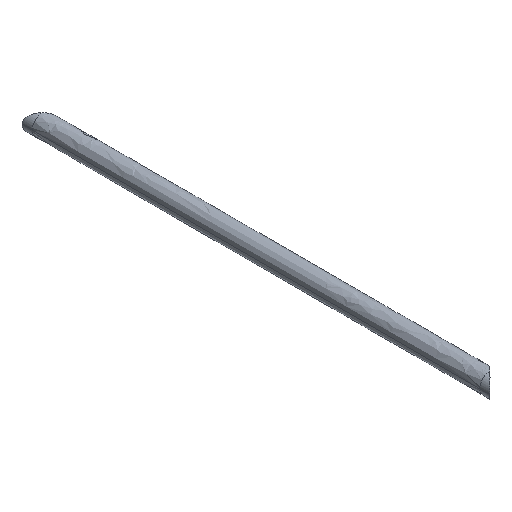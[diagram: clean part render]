
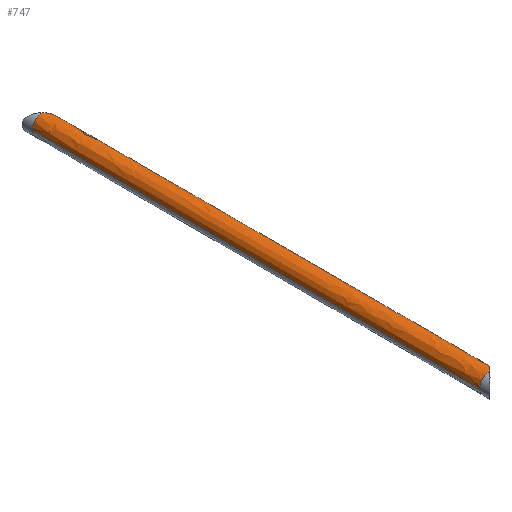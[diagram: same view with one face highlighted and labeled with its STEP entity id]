
A CAD part, isometric view. The second image highlights one B-rep face of the part: STEP entity #747.
In plain terms, the highlighted free-form (B-spline) face has degree [5, 4] with [6, 5] control points.
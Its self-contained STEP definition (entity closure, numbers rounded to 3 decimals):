
#57=CARTESIAN_POINT('Axis2P3D Location',(-2026.,-220.006,-16.125)) ;
#61=CARTESIAN_POINT('Vertex',(-2036.,-220.006,-16.125)) ;
#63=CARTESIAN_POINT('Vertex',(-2026.,-220.006,-6.125)) ;
#149=CARTESIAN_POINT('Vertex',(-2016.,-210.006,-16.125)) ;
#153=CARTESIAN_POINT('Control Point',(-2016.,-210.006,-16.125)) ;
#154=CARTESIAN_POINT('Control Point',(-2016.,-210.006,-15.576)) ;
#155=CARTESIAN_POINT('Control Point',(-2016.038,-210.044,-15.022)) ;
#156=CARTESIAN_POINT('Control Point',(-2016.114,-210.12,-14.472)) ;
#157=CARTESIAN_POINT('Control Point',(-2016.329,-210.335,-13.453)) ;
#158=CARTESIAN_POINT('Control Point',(-2016.666,-210.672,-12.489)) ;
#159=CARTESIAN_POINT('Control Point',(-2016.849,-210.855,-12.052)) ;
#160=CARTESIAN_POINT('Control Point',(-2017.28,-211.286,-11.171)) ;
#161=CARTESIAN_POINT('Control Point',(-2017.796,-211.802,-10.376)) ;
#162=CARTESIAN_POINT('Control Point',(-2018.086,-212.092,-9.983)) ;
#163=CARTESIAN_POINT('Control Point',(-2018.941,-212.948,-8.962)) ;
#164=CARTESIAN_POINT('Control Point',(-2019.907,-213.913,-8.134)) ;
#165=CARTESIAN_POINT('Control Point',(-2020.558,-214.564,-7.681)) ;
#166=CARTESIAN_POINT('Control Point',(-2022.001,-216.008,-6.869)) ;
#167=CARTESIAN_POINT('Control Point',(-2023.52,-217.526,-6.382)) ;
#168=CARTESIAN_POINT('Control Point',(-2024.343,-218.349,-6.211)) ;
#169=CARTESIAN_POINT('Control Point',(-2025.171,-219.177,-6.125)) ;
#170=CARTESIAN_POINT('Control Point',(-2026.,-220.006,-6.125)) ;
#442=CARTESIAN_POINT('Vertex',(-2016.,210.006,-16.125)) ;
#488=CARTESIAN_POINT('Vertex',(-2026.,220.006,-6.125)) ;
#492=CARTESIAN_POINT('Control Point',(-2016.,210.006,-16.125)) ;
#493=CARTESIAN_POINT('Control Point',(-2016.,210.006,-15.576)) ;
#494=CARTESIAN_POINT('Control Point',(-2016.038,210.044,-15.022)) ;
#495=CARTESIAN_POINT('Control Point',(-2016.114,210.12,-14.472)) ;
#496=CARTESIAN_POINT('Control Point',(-2016.329,210.335,-13.453)) ;
#497=CARTESIAN_POINT('Control Point',(-2016.666,210.672,-12.489)) ;
#498=CARTESIAN_POINT('Control Point',(-2016.849,210.855,-12.052)) ;
#499=CARTESIAN_POINT('Control Point',(-2017.28,211.286,-11.171)) ;
#500=CARTESIAN_POINT('Control Point',(-2017.796,211.802,-10.376)) ;
#501=CARTESIAN_POINT('Control Point',(-2018.086,212.092,-9.983)) ;
#502=CARTESIAN_POINT('Control Point',(-2018.941,212.948,-8.962)) ;
#503=CARTESIAN_POINT('Control Point',(-2019.907,213.913,-8.134)) ;
#504=CARTESIAN_POINT('Control Point',(-2020.558,214.564,-7.681)) ;
#505=CARTESIAN_POINT('Control Point',(-2022.001,216.008,-6.869)) ;
#506=CARTESIAN_POINT('Control Point',(-2023.52,217.526,-6.382)) ;
#507=CARTESIAN_POINT('Control Point',(-2024.343,218.349,-6.211)) ;
#508=CARTESIAN_POINT('Control Point',(-2025.171,219.177,-6.125)) ;
#509=CARTESIAN_POINT('Control Point',(-2026.,220.006,-6.125)) ;
#570=CARTESIAN_POINT('Vertex',(-2036.,220.006,-16.125)) ;
#573=CARTESIAN_POINT('Axis2P3D Location',(-2026.,220.006,-16.125)) ;
#684=CARTESIAN_POINT('Control Point',(-2016.,-210.006,-16.125)) ;
#685=CARTESIAN_POINT('Control Point',(-2016.,-126.003,-16.125)) ;
#686=CARTESIAN_POINT('Control Point',(-2016.,-41.999,-16.125)) ;
#687=CARTESIAN_POINT('Control Point',(-2016.,42.001,-16.125)) ;
#688=CARTESIAN_POINT('Control Point',(-2016.,126.004,-16.125)) ;
#689=CARTESIAN_POINT('Control Point',(-2016.,210.006,-16.125)) ;
#692=CARTESIAN_POINT('Control Point',(-2036.,-220.006,-16.125)) ;
#693=CARTESIAN_POINT('Control Point',(-2036.,-132.004,-16.125)) ;
#694=CARTESIAN_POINT('Control Point',(-2036.,-43.999,-16.125)) ;
#695=CARTESIAN_POINT('Control Point',(-2036.,44.001,-16.125)) ;
#696=CARTESIAN_POINT('Control Point',(-2036.,132.004,-16.125)) ;
#697=CARTESIAN_POINT('Control Point',(-2036.,220.006,-16.125)) ;
#709=CARTESIAN_POINT('Control Point',(-2036.,-220.006,-16.125)) ;
#710=CARTESIAN_POINT('Control Point',(-2036.,-220.006,-6.125)) ;
#711=CARTESIAN_POINT('Control Point',(-2026.,-220.006,-1.125)) ;
#712=CARTESIAN_POINT('Control Point',(-2016.,-220.006,-6.125)) ;
#713=CARTESIAN_POINT('Control Point',(-2016.,-220.006,-16.125)) ;
#714=CARTESIAN_POINT('Control Point',(-2036.,-132.004,-16.125)) ;
#715=CARTESIAN_POINT('Control Point',(-2036.,-132.004,-6.125)) ;
#716=CARTESIAN_POINT('Control Point',(-2026.,-132.004,-1.125)) ;
#717=CARTESIAN_POINT('Control Point',(-2016.,-132.004,-6.125)) ;
#718=CARTESIAN_POINT('Control Point',(-2016.,-132.004,-16.125)) ;
#719=CARTESIAN_POINT('Control Point',(-2036.,-43.999,-16.125)) ;
#720=CARTESIAN_POINT('Control Point',(-2036.,-43.999,-6.125)) ;
#721=CARTESIAN_POINT('Control Point',(-2026.,-43.999,-1.125)) ;
#722=CARTESIAN_POINT('Control Point',(-2016.,-43.999,-6.125)) ;
#723=CARTESIAN_POINT('Control Point',(-2016.,-43.999,-16.125)) ;
#724=CARTESIAN_POINT('Control Point',(-2036.,44.001,-16.125)) ;
#725=CARTESIAN_POINT('Control Point',(-2036.,44.001,-6.125)) ;
#726=CARTESIAN_POINT('Control Point',(-2026.,44.001,-1.125)) ;
#727=CARTESIAN_POINT('Control Point',(-2016.,44.001,-6.125)) ;
#728=CARTESIAN_POINT('Control Point',(-2016.,44.001,-16.125)) ;
#729=CARTESIAN_POINT('Control Point',(-2036.,132.004,-16.125)) ;
#730=CARTESIAN_POINT('Control Point',(-2036.,132.004,-6.125)) ;
#731=CARTESIAN_POINT('Control Point',(-2026.,132.004,-1.125)) ;
#732=CARTESIAN_POINT('Control Point',(-2016.,132.004,-6.125)) ;
#733=CARTESIAN_POINT('Control Point',(-2016.,132.004,-16.125)) ;
#734=CARTESIAN_POINT('Control Point',(-2036.,220.006,-16.125)) ;
#735=CARTESIAN_POINT('Control Point',(-2036.,220.006,-6.125)) ;
#736=CARTESIAN_POINT('Control Point',(-2026.,220.006,-1.125)) ;
#737=CARTESIAN_POINT('Control Point',(-2016.,220.006,-6.125)) ;
#738=CARTESIAN_POINT('Control Point',(-2016.,220.006,-16.125)) ;
#58=DIRECTION('Axis2P3D Direction',(-0.,1.,0.)) ;
#574=DIRECTION('Axis2P3D Direction',(-0.,1.,0.)) ;
#59=AXIS2_PLACEMENT_3D('Circle Axis2P3D',#57,#58,$) ;
#575=AXIS2_PLACEMENT_3D('Circle Axis2P3D',#573,#574,$) ;
#740=ORIENTED_EDGE('',*,*,#510,.T.) ;
#741=ORIENTED_EDGE('',*,*,#577,.F.) ;
#742=ORIENTED_EDGE('',*,*,#698,.F.) ;
#743=ORIENTED_EDGE('',*,*,#65,.T.) ;
#744=ORIENTED_EDGE('',*,*,#171,.F.) ;
#745=ORIENTED_EDGE('',*,*,#690,.T.) ;
#747=ADVANCED_FACE('Corps principal',(#746),#708,.F.) ;
#152=B_SPLINE_CURVE_WITH_KNOTS('',5,(#153,#154,#155,#156,#157,#158,#159,#160,#161,#162,#163,#164,#165,#166,#167,#168,#169,#170),.UNSPECIFIED.,.F.,.U.,(6,3,3,3,3,6),(0.,4.102,7.734,11.739,18.891,27.071),.UNSPECIFIED.) ;
#491=B_SPLINE_CURVE_WITH_KNOTS('',5,(#492,#493,#494,#495,#496,#497,#498,#499,#500,#501,#502,#503,#504,#505,#506,#507,#508,#509),.UNSPECIFIED.,.F.,.U.,(6,3,3,3,3,6),(0.,4.102,7.734,11.739,18.891,27.071),.UNSPECIFIED.) ;
#60=CIRCLE('generated circle',#59,10.) ;
#576=CIRCLE('generated circle',#575,10.) ;
#65=EDGE_CURVE('',#62,#64,#60,.T.) ;
#171=EDGE_CURVE('',#150,#64,#152,.T.) ;
#510=EDGE_CURVE('',#443,#489,#491,.T.) ;
#577=EDGE_CURVE('',#571,#489,#576,.T.) ;
#690=EDGE_CURVE('',#150,#443,#683,.T.) ;
#698=EDGE_CURVE('',#62,#571,#691,.T.) ;
#739=EDGE_LOOP('',(#740,#741,#742,#743,#744,#745)) ;
#746=FACE_OUTER_BOUND('',#739,.T.) ;
#62=VERTEX_POINT('',#61) ;
#64=VERTEX_POINT('',#63) ;
#150=VERTEX_POINT('',#149) ;
#443=VERTEX_POINT('',#442) ;
#489=VERTEX_POINT('',#488) ;
#571=VERTEX_POINT('',#570) ;
#683=(BOUNDED_CURVE()B_SPLINE_CURVE(5,(#684,#685,#686,#687,#688,#689),.UNSPECIFIED.,.F.,.U.)B_SPLINE_CURVE_WITH_KNOTS((6,6),(10.,430.012),.UNSPECIFIED.)CURVE()GEOMETRIC_REPRESENTATION_ITEM()RATIONAL_B_SPLINE_CURVE((1.,1.,1.,1.,1.,1.))REPRESENTATION_ITEM('')) ;
#691=(BOUNDED_CURVE()B_SPLINE_CURVE(5,(#692,#693,#694,#695,#696,#697),.UNSPECIFIED.,.F.,.U.)B_SPLINE_CURVE_WITH_KNOTS((6,6),(0.,440.012),.UNSPECIFIED.)CURVE()GEOMETRIC_REPRESENTATION_ITEM()RATIONAL_B_SPLINE_CURVE((1.,1.,1.,1.,1.,1.))REPRESENTATION_ITEM('')) ;
#708=(BOUNDED_SURFACE()B_SPLINE_SURFACE(5,4,((#709,#710,#711,#712,#713),(#714,#715,#716,#717,#718),(#719,#720,#721,#722,#723),(#724,#725,#726,#727,#728),(#729,#730,#731,#732,#733),(#734,#735,#736,#737,#738)),.UNSPECIFIED.,.F.,.F.,.U.)B_SPLINE_SURFACE_WITH_KNOTS((6,6),(5,5),(0.,440.012),(31.416,62.832),.UNSPECIFIED.)GEOMETRIC_REPRESENTATION_ITEM()RATIONAL_B_SPLINE_SURFACE(((1.,0.707,0.667,0.707,1.),(1.,0.707,0.667,0.707,1.),(1.,0.707,0.667,0.707,1.),(1.,0.707,0.667,0.707,1.),(1.,0.707,0.667,0.707,1.),(1.,0.707,0.667,0.707,1.)))REPRESENTATION_ITEM('Rational BSpline Surface')SURFACE()) ;
